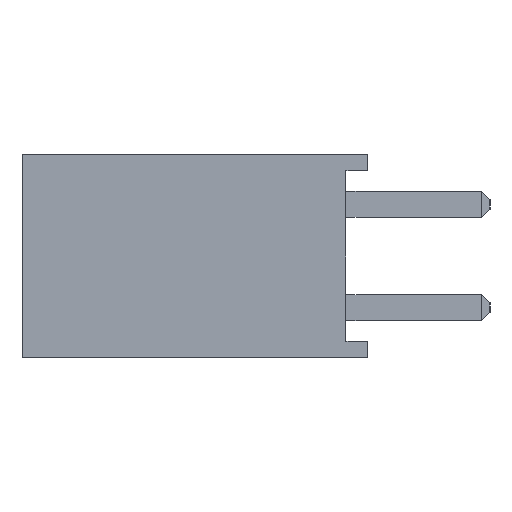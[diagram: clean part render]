
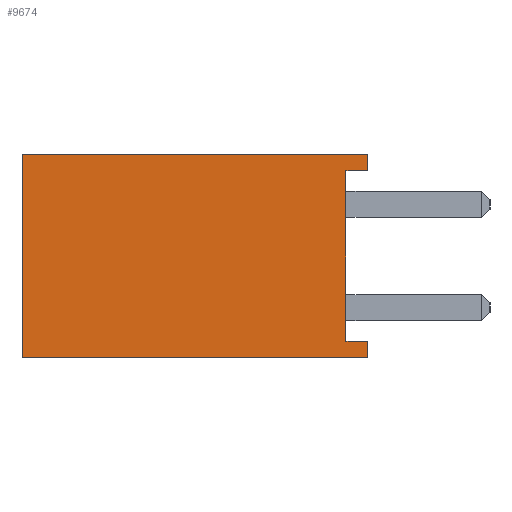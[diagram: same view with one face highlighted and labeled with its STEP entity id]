
A CAD part, left-side view. The second image highlights one B-rep face of the part: STEP entity #9674.
In plain terms, the highlighted planar face has unit normal (-1, 0, 0).
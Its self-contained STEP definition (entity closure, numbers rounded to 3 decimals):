
#437 = EDGE_CURVE ( 'NONE', #8066, #4279, #19084, .T. ) ;
#919 = LINE ( 'NONE', #21978, #2757 ) ;
#1470 = EDGE_CURVE ( 'NONE', #8783, #19223, #23787, .T. ) ;
#1675 = DIRECTION ( 'NONE',  ( 0., 1., 0. ) ) ;
#1864 = CARTESIAN_POINT ( 'NONE',  ( -1.27, 0., 2.5 ) ) ;
#1880 = DIRECTION ( 'NONE',  ( 0., 0., 1. ) ) ;
#1954 = DIRECTION ( 'NONE',  ( 0., 0., 1. ) ) ;
#2019 = ORIENTED_EDGE ( 'NONE', *, *, #437, .T. ) ;
#2305 = VECTOR ( 'NONE', #3182, 1000. ) ;
#2498 = PLANE ( 'NONE',  #5538 ) ;
#2638 = ORIENTED_EDGE ( 'NONE', *, *, #20716, .F. ) ;
#2757 = VECTOR ( 'NONE', #7661, 1000. ) ;
#3080 = CARTESIAN_POINT ( 'NONE',  ( -1.27, 8.5, 2.5 ) ) ;
#3182 = DIRECTION ( 'NONE',  ( 0., -1., 0. ) ) ;
#3418 = EDGE_CURVE ( 'NONE', #8783, #26631, #30223, .T. ) ;
#4279 = VERTEX_POINT ( 'NONE', #30034 ) ;
#4354 = ORIENTED_EDGE ( 'NONE', *, *, #21072, .F. ) ;
#4503 = DIRECTION ( 'NONE',  ( 0., 0., -1. ) ) ;
#5538 = AXIS2_PLACEMENT_3D ( 'NONE', #9266, #18961, #4503 ) ;
#5990 = CARTESIAN_POINT ( 'NONE',  ( -1.27, 0.54, 2.1 ) ) ;
#7661 = DIRECTION ( 'NONE',  ( 0., -1., 0. ) ) ;
#8066 = VERTEX_POINT ( 'NONE', #10707 ) ;
#8096 = DIRECTION ( 'NONE',  ( 0., 0., 1. ) ) ;
#8783 = VERTEX_POINT ( 'NONE', #10986 ) ;
#9266 = CARTESIAN_POINT ( 'NONE',  ( -1.27, 8.5, 2.5 ) ) ;
#9674 = ADVANCED_FACE ( 'NONE', ( #30416 ), #2498, .F. ) ;
#10341 = CARTESIAN_POINT ( 'NONE',  ( -1.27, 8.5, -2.5 ) ) ;
#10638 = DIRECTION ( 'NONE',  ( 0., 0., -1. ) ) ;
#10707 = CARTESIAN_POINT ( 'NONE',  ( -1.27, 8.5, -2.5 ) ) ;
#10986 = CARTESIAN_POINT ( 'NONE',  ( -1.27, 0., 2.1 ) ) ;
#11599 = CARTESIAN_POINT ( 'NONE',  ( -1.27, 8.5, 2.5 ) ) ;
#11726 = VERTEX_POINT ( 'NONE', #20913 ) ;
#12474 = EDGE_CURVE ( 'NONE', #4279, #18086, #19691, .T. ) ;
#12535 = DIRECTION ( 'NONE',  ( 0., -1., 0. ) ) ;
#13337 = VECTOR ( 'NONE', #8096, 1000. ) ;
#14313 = ORIENTED_EDGE ( 'NONE', *, *, #1470, .F. ) ;
#17356 = ORIENTED_EDGE ( 'NONE', *, *, #3418, .T. ) ;
#18030 = EDGE_LOOP ( 'NONE', ( #27242, #14313, #17356, #18595, #2638, #2019, #30322, #4354 ) ) ;
#18086 = VERTEX_POINT ( 'NONE', #23048 ) ;
#18089 = VECTOR ( 'NONE', #1954, 1000. ) ;
#18111 = CARTESIAN_POINT ( 'NONE',  ( -1.27, 8.5, 2.5 ) ) ;
#18595 = ORIENTED_EDGE ( 'NONE', *, *, #28072, .F. ) ;
#18961 = DIRECTION ( 'NONE',  ( 1., 0., 0. ) ) ;
#19084 = LINE ( 'NONE', #10341, #2305 ) ;
#19223 = VERTEX_POINT ( 'NONE', #24104 ) ;
#19588 = LINE ( 'NONE', #11599, #18089 ) ;
#19691 = LINE ( 'NONE', #27051, #13337 ) ;
#20676 = VECTOR ( 'NONE', #10638, 1000. ) ;
#20704 = LINE ( 'NONE', #3080, #25591 ) ;
#20716 = EDGE_CURVE ( 'NONE', #8066, #23916, #19588, .T. ) ;
#20913 = CARTESIAN_POINT ( 'NONE',  ( -1.27, 0.54, -2.1 ) ) ;
#21072 = EDGE_CURVE ( 'NONE', #11726, #18086, #919, .T. ) ;
#21978 = CARTESIAN_POINT ( 'NONE',  ( -1.27, 0., -2.1 ) ) ;
#23048 = CARTESIAN_POINT ( 'NONE',  ( -1.27, 0., -2.1 ) ) ;
#23787 = LINE ( 'NONE', #27556, #26388 ) ;
#23916 = VERTEX_POINT ( 'NONE', #18111 ) ;
#24104 = CARTESIAN_POINT ( 'NONE',  ( -1.27, 0.54, 2.1 ) ) ;
#24124 = EDGE_CURVE ( 'NONE', #19223, #11726, #30474, .T. ) ;
#25314 = VECTOR ( 'NONE', #1880, 1000. ) ;
#25486 = CARTESIAN_POINT ( 'NONE',  ( -1.27, 0., 2.5 ) ) ;
#25591 = VECTOR ( 'NONE', #12535, 1000. ) ;
#26388 = VECTOR ( 'NONE', #1675, 1000. ) ;
#26631 = VERTEX_POINT ( 'NONE', #1864 ) ;
#27051 = CARTESIAN_POINT ( 'NONE',  ( -1.27, 0., 2.5 ) ) ;
#27242 = ORIENTED_EDGE ( 'NONE', *, *, #24124, .F. ) ;
#27556 = CARTESIAN_POINT ( 'NONE',  ( -1.27, 0., 2.1 ) ) ;
#28072 = EDGE_CURVE ( 'NONE', #23916, #26631, #20704, .T. ) ;
#30034 = CARTESIAN_POINT ( 'NONE',  ( -1.27, 0., -2.5 ) ) ;
#30223 = LINE ( 'NONE', #25486, #25314 ) ;
#30322 = ORIENTED_EDGE ( 'NONE', *, *, #12474, .T. ) ;
#30416 = FACE_OUTER_BOUND ( 'NONE', #18030, .T. ) ;
#30474 = LINE ( 'NONE', #5990, #20676 ) ;
